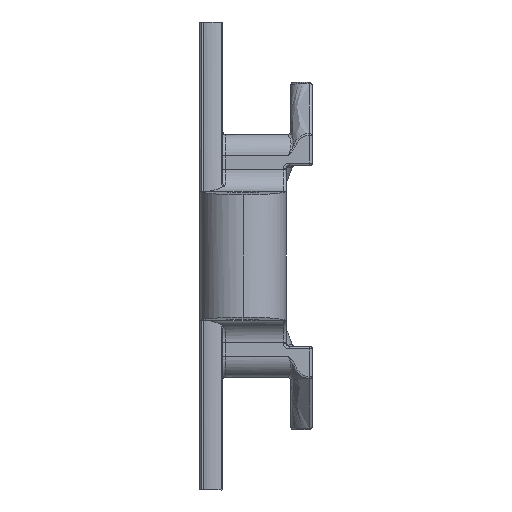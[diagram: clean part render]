
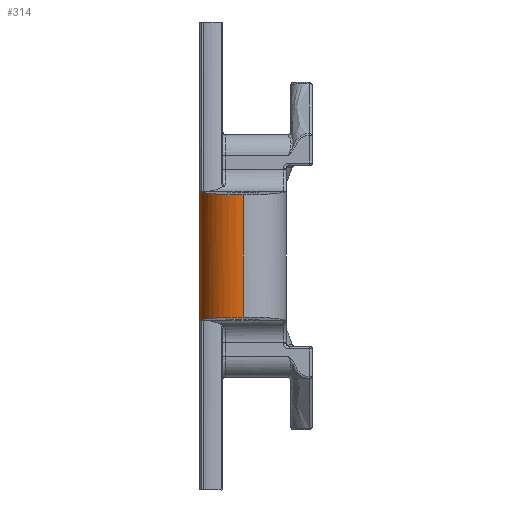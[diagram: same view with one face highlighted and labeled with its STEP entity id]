
A CAD part, left-side view. The second image highlights one B-rep face of the part: STEP entity #314.
In plain terms, the highlighted cylindrical face has radius 7.62 mm (diameter 15.24 mm), a partial arc.
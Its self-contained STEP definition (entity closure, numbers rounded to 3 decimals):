
#43 = CARTESIAN_POINT ( 'NONE',  ( -0.876, 7.582, 11.246 ) ) ;
#241 = VECTOR ( 'NONE', #9274, 1000. ) ;
#314 = ADVANCED_FACE ( 'NONE', ( #8785 ), #962, .T. ) ;
#663 = CARTESIAN_POINT ( 'NONE',  ( -5.128, 6.839, -11.003 ) ) ;
#745 = CARTESIAN_POINT ( 'NONE',  ( -7.62, 0., 11.915 ) ) ;
#876 = EDGE_CURVE ( 'NONE', #9308, #1616, #7119, .T. ) ;
#908 = CARTESIAN_POINT ( 'NONE',  ( -7.62, 0., 10.795 ) ) ;
#962 = CYLINDRICAL_SURFACE ( 'NONE', #6015, 7.62 ) ;
#1006 = ORIENTED_EDGE ( 'NONE', *, *, #876, .T. ) ;
#1047 = EDGE_CURVE ( 'NONE', #1133, #9519, #10066, .T. ) ;
#1133 = VERTEX_POINT ( 'NONE', #908 ) ;
#1179 = CARTESIAN_POINT ( 'NONE',  ( -0.876, 7.582, -11.246 ) ) ;
#1200 = B_SPLINE_CURVE_WITH_KNOTS ( 'NONE', 3,
 ( #5641, #43, #5872, #3795 ),
 .UNSPECIFIED., .F., .F.,
 ( 4, 4 ),
 ( 0., 0.001 ),
 .UNSPECIFIED. ) ;
#1457 = CARTESIAN_POINT ( 'NONE',  ( 0., 7.62, -11.049 ) ) ;
#1616 = VERTEX_POINT ( 'NONE', #3839 ) ;
#1652 = EDGE_CURVE ( 'NONE', #1133, #2353, #1764, .T. ) ;
#1764 = LINE ( 'NONE', #745, #12178 ) ;
#2010 = ORIENTED_EDGE ( 'NONE', *, *, #10618, .T. ) ;
#2353 = VERTEX_POINT ( 'NONE', #4984 ) ;
#3130 = ORIENTED_EDGE ( 'NONE', *, *, #1047, .T. ) ;
#3659 = DIRECTION ( 'NONE',  ( 0., 0., -1. ) ) ;
#3795 = CARTESIAN_POINT ( 'NONE',  ( 0., 7.62, 11.049 ) ) ;
#3839 = CARTESIAN_POINT ( 'NONE',  ( -1.312, 7.506, -11.321 ) ) ;
#3883 = EDGE_CURVE ( 'NONE', #9519, #9087, #1200, .T. ) ;
#4984 = CARTESIAN_POINT ( 'NONE',  ( -7.62, 0., -10.795 ) ) ;
#5062 = DIRECTION ( 'NONE',  ( -1., 0., 0. ) ) ;
#5177 = CARTESIAN_POINT ( 'NONE',  ( -1.312, 7.506, -11.321 ) ) ;
#5230 = CARTESIAN_POINT ( 'NONE',  ( -7.62, 3.874, 10.795 ) ) ;
#5294 = CARTESIAN_POINT ( 'NONE',  ( -5.128, 6.839, 11.003 ) ) ;
#5448 = LINE ( 'NONE', #10984, #241 ) ;
#5641 = CARTESIAN_POINT ( 'NONE',  ( -1.312, 7.506, 11.321 ) ) ;
#5831 = DIRECTION ( 'NONE',  ( 0., 0., -1. ) ) ;
#5872 = CARTESIAN_POINT ( 'NONE',  ( -0.438, 7.62, 11.147 ) ) ;
#6015 = AXIS2_PLACEMENT_3D ( 'NONE', #9851, #5831, #5062 ) ;
#6412 = CARTESIAN_POINT ( 'NONE',  ( -1.312, 7.506, -11.321 ) ) ;
#6600 = CARTESIAN_POINT ( 'NONE',  ( -7.62, 0., -10.795 ) ) ;
#6834 = ORIENTED_EDGE ( 'NONE', *, *, #1652, .F. ) ;
#7119 = B_SPLINE_CURVE_WITH_KNOTS ( 'NONE', 3,
 ( #12516, #9017, #1179, #5177 ),
 .UNSPECIFIED., .F., .F.,
 ( 4, 4 ),
 ( 0., 0.001 ),
 .UNSPECIFIED. ) ;
#7239 = CARTESIAN_POINT ( 'NONE',  ( -1.312, 7.506, 11.321 ) ) ;
#7364 = CARTESIAN_POINT ( 'NONE',  ( -7.62, 3.874, -10.795 ) ) ;
#8501 = EDGE_LOOP ( 'NONE', ( #6834, #3130, #11431, #9532, #1006, #2010 ) ) ;
#8785 = FACE_OUTER_BOUND ( 'NONE', #8501, .T. ) ;
#9017 = CARTESIAN_POINT ( 'NONE',  ( -0.438, 7.62, -11.147 ) ) ;
#9087 = VERTEX_POINT ( 'NONE', #10987 ) ;
#9129 = CARTESIAN_POINT ( 'NONE',  ( -1.312, 7.506, 11.321 ) ) ;
#9274 = DIRECTION ( 'NONE',  ( 0., 0., 1. ) ) ;
#9308 = VERTEX_POINT ( 'NONE', #1457 ) ;
#9438 =( BOUNDED_CURVE ( )  B_SPLINE_CURVE ( 3, ( #6412, #663, #7364, #6600 ),
 .UNSPECIFIED., .F., .T. ) 
 B_SPLINE_CURVE_WITH_KNOTS ( ( 4, 4 ),
 ( 1.744, 3.142 ),
 .UNSPECIFIED. ) 
 CURVE ( )  GEOMETRIC_REPRESENTATION_ITEM ( )  RATIONAL_B_SPLINE_CURVE ( ( 1., 0.844, 0.844, 1. ) ) 
 REPRESENTATION_ITEM ( '' )  );
#9519 = VERTEX_POINT ( 'NONE', #7239 ) ;
#9532 = ORIENTED_EDGE ( 'NONE', *, *, #10884, .F. ) ;
#9851 = CARTESIAN_POINT ( 'NONE',  ( 0., 0., 11.915 ) ) ;
#10066 =( BOUNDED_CURVE ( )  B_SPLINE_CURVE ( 3, ( #10964, #5230, #5294, #9129 ),
 .UNSPECIFIED., .F., .T. ) 
 B_SPLINE_CURVE_WITH_KNOTS ( ( 4, 4 ),
 ( 0., 1.398 ),
 .UNSPECIFIED. ) 
 CURVE ( )  GEOMETRIC_REPRESENTATION_ITEM ( )  RATIONAL_B_SPLINE_CURVE ( ( 1., 0.844, 0.844, 1. ) ) 
 REPRESENTATION_ITEM ( '' )  );
#10618 = EDGE_CURVE ( 'NONE', #1616, #2353, #9438, .T. ) ;
#10884 = EDGE_CURVE ( 'NONE', #9308, #9087, #5448, .T. ) ;
#10964 = CARTESIAN_POINT ( 'NONE',  ( -7.62, 0., 10.795 ) ) ;
#10984 = CARTESIAN_POINT ( 'NONE',  ( 0., 7.62, 0. ) ) ;
#10987 = CARTESIAN_POINT ( 'NONE',  ( 0., 7.62, 11.049 ) ) ;
#11431 = ORIENTED_EDGE ( 'NONE', *, *, #3883, .T. ) ;
#12178 = VECTOR ( 'NONE', #3659, 1000. ) ;
#12516 = CARTESIAN_POINT ( 'NONE',  ( 0., 7.62, -11.049 ) ) ;
